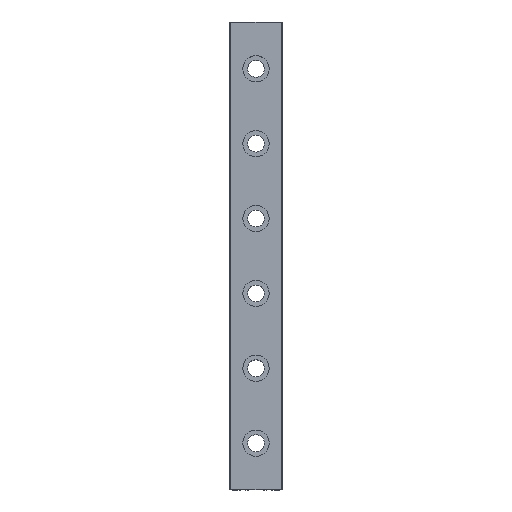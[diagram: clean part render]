
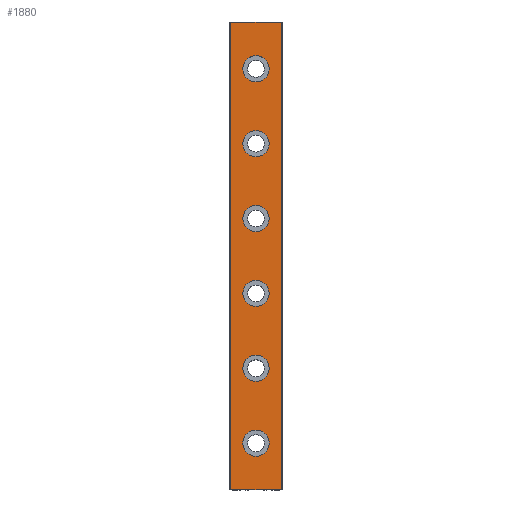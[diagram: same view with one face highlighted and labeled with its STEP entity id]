
A CAD part, top view. The second image highlights one B-rep face of the part: STEP entity #1880.
In plain terms, the highlighted planar face has unit normal (0, 0, 1).
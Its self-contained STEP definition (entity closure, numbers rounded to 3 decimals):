
#27 = VERTEX_POINT ( 'NONE', #1628 ) ;
#45 = CARTESIAN_POINT ( 'NONE',  ( 14., 35., 28. ) ) ;
#79 = EDGE_CURVE ( 'NONE', #2572, #1709, #540, .T. ) ;
#86 = VERTEX_POINT ( 'NONE', #1704 ) ;
#97 = EDGE_CURVE ( 'NONE', #327, #1420, #315, .T. ) ;
#131 = ORIENTED_EDGE ( 'NONE', *, *, #97, .F. ) ;
#158 = CARTESIAN_POINT ( 'NONE',  ( 0., 180., 28. ) ) ;
#159 = DIRECTION ( 'NONE',  ( 0., -1., 0. ) ) ;
#168 = VERTEX_POINT ( 'NONE', #2416 ) ;
#180 = CIRCLE ( 'NONE', #2791, 7. ) ;
#237 = DIRECTION ( 'NONE',  ( 1., 0., 0. ) ) ;
#246 = CIRCLE ( 'NONE', #1008, 7. ) ;
#260 = CARTESIAN_POINT ( 'NONE',  ( 7., 100., 28. ) ) ;
#276 = ORIENTED_EDGE ( 'NONE', *, *, #847, .T. ) ;
#299 = FACE_BOUND ( 'NONE', #1251, .T. ) ;
#315 = LINE ( 'NONE', #1498, #574 ) ;
#316 = CIRCLE ( 'NONE', #651, 7. ) ;
#327 = VERTEX_POINT ( 'NONE', #1984 ) ;
#338 = VERTEX_POINT ( 'NONE', #1374 ) ;
#348 = CARTESIAN_POINT ( 'NONE',  ( 0., 60., 28. ) ) ;
#351 = CARTESIAN_POINT ( 'NONE',  ( 0., 140., 28. ) ) ;
#383 = EDGE_LOOP ( 'NONE', ( #1157, #2017 ) ) ;
#389 = CARTESIAN_POINT ( 'NONE',  ( 0., 220., 28. ) ) ;
#397 = EDGE_LOOP ( 'NONE', ( #1762, #1546 ) ) ;
#415 = CIRCLE ( 'NONE', #460, 7. ) ;
#437 = ORIENTED_EDGE ( 'NONE', *, *, #694, .T. ) ;
#438 = VERTEX_POINT ( 'NONE', #1400 ) ;
#444 = LINE ( 'NONE', #45, #1860 ) ;
#455 = CARTESIAN_POINT ( 'NONE',  ( -14., 285., 28. ) ) ;
#460 = AXIS2_PLACEMENT_3D ( 'NONE', #389, #1734, #2414 ) ;
#487 = DIRECTION ( 'NONE',  ( 1., 0., 0. ) ) ;
#540 = LINE ( 'NONE', #1466, #2330 ) ;
#543 = ORIENTED_EDGE ( 'NONE', *, *, #1084, .F. ) ;
#560 = CIRCLE ( 'NONE', #1753, 7. ) ;
#574 = VECTOR ( 'NONE', #779, 1000. ) ;
#579 = VECTOR ( 'NONE', #237, 1000. ) ;
#591 = DIRECTION ( 'NONE',  ( 1., 0., 0. ) ) ;
#599 = VERTEX_POINT ( 'NONE', #1713 ) ;
#604 = AXIS2_PLACEMENT_3D ( 'NONE', #1243, #2151, #1894 ) ;
#605 = DIRECTION ( 'NONE',  ( 0., 0., -1. ) ) ;
#616 = DIRECTION ( 'NONE',  ( 1., 0., 0. ) ) ;
#624 = VERTEX_POINT ( 'NONE', #2128 ) ;
#629 = CIRCLE ( 'NONE', #1386, 7. ) ;
#643 = PLANE ( 'NONE',  #1938 ) ;
#644 = EDGE_CURVE ( 'NONE', #928, #338, #180, .T. ) ;
#651 = AXIS2_PLACEMENT_3D ( 'NONE', #158, #1541, #616 ) ;
#694 = EDGE_CURVE ( 'NONE', #27, #1993, #1127, .T. ) ;
#738 = CARTESIAN_POINT ( 'NONE',  ( 0., 60., 28. ) ) ;
#775 = ORIENTED_EDGE ( 'NONE', *, *, #644, .T. ) ;
#779 = DIRECTION ( 'NONE',  ( 0., -1., 0. ) ) ;
#795 = CIRCLE ( 'NONE', #1885, 7. ) ;
#825 = FACE_BOUND ( 'NONE', #383, .T. ) ;
#841 = DIRECTION ( 'NONE',  ( 0., 0., -1. ) ) ;
#847 = EDGE_CURVE ( 'NONE', #168, #624, #2657, .T. ) ;
#868 = CARTESIAN_POINT ( 'NONE',  ( 0., 220., 28. ) ) ;
#918 = CARTESIAN_POINT ( 'NONE',  ( 0., 140., 28. ) ) ;
#928 = VERTEX_POINT ( 'NONE', #1683 ) ;
#933 = EDGE_CURVE ( 'NONE', #438, #599, #415, .T. ) ;
#986 = AXIS2_PLACEMENT_3D ( 'NONE', #738, #1017, #1475 ) ;
#1002 = DIRECTION ( 'NONE',  ( 0., 0., -1. ) ) ;
#1008 = AXIS2_PLACEMENT_3D ( 'NONE', #1610, #2321, #487 ) ;
#1017 = DIRECTION ( 'NONE',  ( 0., 0., -1. ) ) ;
#1020 = DIRECTION ( 'NONE',  ( 1., 0., 0. ) ) ;
#1046 = EDGE_CURVE ( 'NONE', #1993, #27, #560, .T. ) ;
#1083 = ORIENTED_EDGE ( 'NONE', *, *, #1488, .T. ) ;
#1084 = EDGE_CURVE ( 'NONE', #1420, #1709, #444, .T. ) ;
#1093 = FACE_BOUND ( 'NONE', #2193, .T. ) ;
#1127 = CIRCLE ( 'NONE', #2502, 7. ) ;
#1154 = EDGE_CURVE ( 'NONE', #2572, #327, #1802, .T. ) ;
#1155 = DIRECTION ( 'NONE',  ( 1., 0., 0. ) ) ;
#1157 = ORIENTED_EDGE ( 'NONE', *, *, #1681, .T. ) ;
#1238 = CARTESIAN_POINT ( 'NONE',  ( 7., 60., 28. ) ) ;
#1243 = CARTESIAN_POINT ( 'NONE',  ( 0., 100., 28. ) ) ;
#1247 = CARTESIAN_POINT ( 'NONE',  ( -13.5, 285., 28. ) ) ;
#1251 = EDGE_LOOP ( 'NONE', ( #1817, #1708 ) ) ;
#1277 = DIRECTION ( 'NONE',  ( 1., 0., 0. ) ) ;
#1292 = FACE_BOUND ( 'NONE', #1795, .T. ) ;
#1297 = CIRCLE ( 'NONE', #1719, 7. ) ;
#1304 = CARTESIAN_POINT ( 'NONE',  ( 0., 260., 28. ) ) ;
#1374 = CARTESIAN_POINT ( 'NONE',  ( 7., 140., 28. ) ) ;
#1386 = AXIS2_PLACEMENT_3D ( 'NONE', #918, #1640, #1155 ) ;
#1400 = CARTESIAN_POINT ( 'NONE',  ( -7., 220., 28. ) ) ;
#1420 = VERTEX_POINT ( 'NONE', #2229 ) ;
#1466 = CARTESIAN_POINT ( 'NONE',  ( -13.5, 1000., 28. ) ) ;
#1470 = VERTEX_POINT ( 'NONE', #1838 ) ;
#1475 = DIRECTION ( 'NONE',  ( 1., 0., 0. ) ) ;
#1488 = EDGE_CURVE ( 'NONE', #338, #928, #629, .T. ) ;
#1498 = CARTESIAN_POINT ( 'NONE',  ( 13.5, 1000., 28. ) ) ;
#1524 = VERTEX_POINT ( 'NONE', #260 ) ;
#1541 = DIRECTION ( 'NONE',  ( 0., 0., -1. ) ) ;
#1546 = ORIENTED_EDGE ( 'NONE', *, *, #933, .T. ) ;
#1610 = CARTESIAN_POINT ( 'NONE',  ( 0., 100., 28. ) ) ;
#1628 = CARTESIAN_POINT ( 'NONE',  ( 7., 260., 28. ) ) ;
#1640 = DIRECTION ( 'NONE',  ( 0., 0., -1. ) ) ;
#1681 = EDGE_CURVE ( 'NONE', #1524, #1470, #246, .T. ) ;
#1683 = CARTESIAN_POINT ( 'NONE',  ( -7., 140., 28. ) ) ;
#1704 = CARTESIAN_POINT ( 'NONE',  ( -7., 60., 28. ) ) ;
#1708 = ORIENTED_EDGE ( 'NONE', *, *, #2937, .T. ) ;
#1709 = VERTEX_POINT ( 'NONE', #1806 ) ;
#1713 = CARTESIAN_POINT ( 'NONE',  ( 7., 220., 28. ) ) ;
#1719 = AXIS2_PLACEMENT_3D ( 'NONE', #348, #2630, #1277 ) ;
#1734 = DIRECTION ( 'NONE',  ( 0., 0., -1. ) ) ;
#1738 = CARTESIAN_POINT ( 'NONE',  ( 0., 260., 28. ) ) ;
#1748 = DIRECTION ( 'NONE',  ( 0., 0., 1. ) ) ;
#1753 = AXIS2_PLACEMENT_3D ( 'NONE', #1304, #2208, #2897 ) ;
#1762 = ORIENTED_EDGE ( 'NONE', *, *, #1920, .T. ) ;
#1795 = EDGE_LOOP ( 'NONE', ( #2121, #276 ) ) ;
#1802 = LINE ( 'NONE', #455, #579 ) ;
#1806 = CARTESIAN_POINT ( 'NONE',  ( -13.5, 35., 28. ) ) ;
#1809 = EDGE_CURVE ( 'NONE', #1470, #1524, #2455, .T. ) ;
#1817 = ORIENTED_EDGE ( 'NONE', *, *, #2211, .T. ) ;
#1838 = CARTESIAN_POINT ( 'NONE',  ( -7., 100., 28. ) ) ;
#1860 = VECTOR ( 'NONE', #2272, 1000. ) ;
#1871 = EDGE_LOOP ( 'NONE', ( #437, #1964 ) ) ;
#1880 = ADVANCED_FACE ( 'NONE', ( #2339, #299, #825, #1093, #1292, #1971, #2197 ), #643, .T. ) ;
#1885 = AXIS2_PLACEMENT_3D ( 'NONE', #868, #2686, #2442 ) ;
#1894 = DIRECTION ( 'NONE',  ( 1., 0., 0. ) ) ;
#1903 = EDGE_CURVE ( 'NONE', #624, #168, #316, .T. ) ;
#1920 = EDGE_CURVE ( 'NONE', #599, #438, #795, .T. ) ;
#1938 = AXIS2_PLACEMENT_3D ( 'NONE', #1957, #1748, #2181 ) ;
#1957 = CARTESIAN_POINT ( 'NONE',  ( 0., 1000., 28. ) ) ;
#1964 = ORIENTED_EDGE ( 'NONE', *, *, #1046, .T. ) ;
#1971 = FACE_BOUND ( 'NONE', #397, .T. ) ;
#1984 = CARTESIAN_POINT ( 'NONE',  ( 13.5, 285., 28. ) ) ;
#1993 = VERTEX_POINT ( 'NONE', #2054 ) ;
#2017 = ORIENTED_EDGE ( 'NONE', *, *, #1809, .T. ) ;
#2054 = CARTESIAN_POINT ( 'NONE',  ( -7., 260., 28. ) ) ;
#2121 = ORIENTED_EDGE ( 'NONE', *, *, #1903, .T. ) ;
#2128 = CARTESIAN_POINT ( 'NONE',  ( 7., 180., 28. ) ) ;
#2130 = CARTESIAN_POINT ( 'NONE',  ( 0., 180., 28. ) ) ;
#2151 = DIRECTION ( 'NONE',  ( 0., 0., -1. ) ) ;
#2159 = VERTEX_POINT ( 'NONE', #1238 ) ;
#2181 = DIRECTION ( 'NONE',  ( 1., 0., 0. ) ) ;
#2193 = EDGE_LOOP ( 'NONE', ( #1083, #775 ) ) ;
#2197 = FACE_BOUND ( 'NONE', #1871, .T. ) ;
#2208 = DIRECTION ( 'NONE',  ( 0., 0., -1. ) ) ;
#2211 = EDGE_CURVE ( 'NONE', #2159, #86, #2266, .T. ) ;
#2225 = AXIS2_PLACEMENT_3D ( 'NONE', #2130, #1002, #1020 ) ;
#2229 = CARTESIAN_POINT ( 'NONE',  ( 13.5, 35., 28. ) ) ;
#2242 = ORIENTED_EDGE ( 'NONE', *, *, #1154, .F. ) ;
#2266 = CIRCLE ( 'NONE', #986, 7. ) ;
#2272 = DIRECTION ( 'NONE',  ( -1., 0., 0. ) ) ;
#2321 = DIRECTION ( 'NONE',  ( 0., 0., -1. ) ) ;
#2330 = VECTOR ( 'NONE', #159, 1000. ) ;
#2339 = FACE_OUTER_BOUND ( 'NONE', #2890, .T. ) ;
#2414 = DIRECTION ( 'NONE',  ( 1., 0., 0. ) ) ;
#2416 = CARTESIAN_POINT ( 'NONE',  ( -7., 180., 28. ) ) ;
#2442 = DIRECTION ( 'NONE',  ( 1., 0., 0. ) ) ;
#2455 = CIRCLE ( 'NONE', #604, 7. ) ;
#2502 = AXIS2_PLACEMENT_3D ( 'NONE', #1738, #841, #591 ) ;
#2534 = ORIENTED_EDGE ( 'NONE', *, *, #79, .T. ) ;
#2572 = VERTEX_POINT ( 'NONE', #1247 ) ;
#2630 = DIRECTION ( 'NONE',  ( 0., 0., -1. ) ) ;
#2657 = CIRCLE ( 'NONE', #2225, 7. ) ;
#2686 = DIRECTION ( 'NONE',  ( 0., 0., -1. ) ) ;
#2791 = AXIS2_PLACEMENT_3D ( 'NONE', #351, #605, #2855 ) ;
#2855 = DIRECTION ( 'NONE',  ( 1., 0., 0. ) ) ;
#2890 = EDGE_LOOP ( 'NONE', ( #2242, #2534, #543, #131 ) ) ;
#2897 = DIRECTION ( 'NONE',  ( 1., 0., 0. ) ) ;
#2937 = EDGE_CURVE ( 'NONE', #86, #2159, #1297, .T. ) ;
